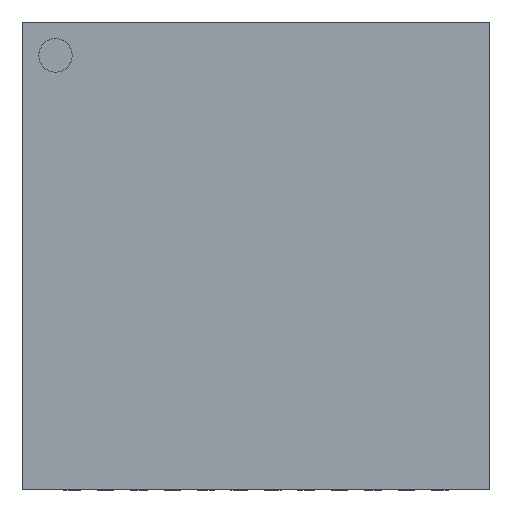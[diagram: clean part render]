
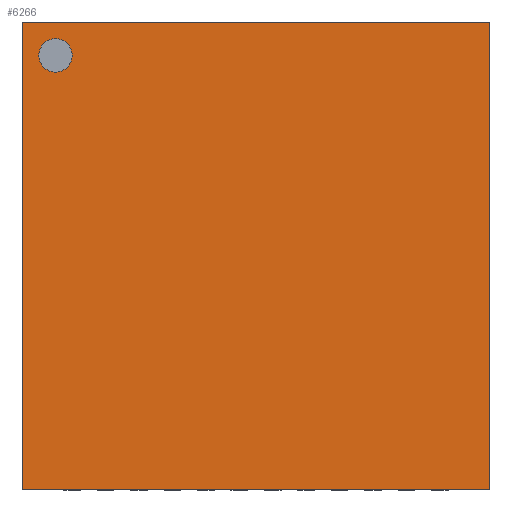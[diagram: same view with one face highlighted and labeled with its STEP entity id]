
A CAD part, top view. The second image highlights one B-rep face of the part: STEP entity #6266.
In plain terms, the highlighted planar face has unit normal (0, 0, 1).
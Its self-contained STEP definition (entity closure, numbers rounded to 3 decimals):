
#217=PLANE('',#8947);
#465=FACE_BOUND('',#1161,.T.);
#665=FACE_OUTER_BOUND('',#1160,.T.);
#1160=EDGE_LOOP('',(#4789,#4790,#4791,#4792));
#1161=EDGE_LOOP('',(#4793));
#1457=CIRCLE('',#8652,0.25);
#1651=VERTEX_POINT('',#11720);
#2037=VERTEX_POINT('',#12831);
#2038=VERTEX_POINT('',#12833);
#2040=VERTEX_POINT('',#12851);
#2042=VERTEX_POINT('',#12870);
#2437=EDGE_CURVE('',#1651,#1651,#1457,.T.);
#2969=EDGE_CURVE('',#2038,#2037,#7112,.T.);
#2984=EDGE_CURVE('',#2040,#2038,#7127,.T.);
#3000=EDGE_CURVE('',#2042,#2040,#7143,.T.);
#3015=EDGE_CURVE('',#2037,#2042,#7158,.T.);
#4789=ORIENTED_EDGE('',*,*,#2969,.T.);
#4790=ORIENTED_EDGE('',*,*,#3015,.T.);
#4791=ORIENTED_EDGE('',*,*,#3000,.T.);
#4792=ORIENTED_EDGE('',*,*,#2984,.T.);
#4793=ORIENTED_EDGE('',*,*,#2437,.T.);
#6266=ADVANCED_FACE('',(#665,#465),#217,.T.);
#7112=LINE('',#12834,#8100);
#7127=LINE('',#12852,#8115);
#7143=LINE('',#12871,#8131);
#7158=LINE('',#12888,#8146);
#8100=VECTOR('',#10365,7.);
#8115=VECTOR('',#10382,7.);
#8131=VECTOR('',#10400,7.);
#8146=VECTOR('',#10417,7.);
#8652=AXIS2_PLACEMENT_3D('',#11721,#9348,#9349);
#8947=AXIS2_PLACEMENT_3D('',#12900,#10430,#10431);
#9348=DIRECTION('center_axis',(0.,0.,-1.));
#9349=DIRECTION('ref_axis',(-1.,0.,0.));
#10365=DIRECTION('',(-1.,0.,0.));
#10382=DIRECTION('',(0.,1.,0.));
#10400=DIRECTION('',(1.,0.,0.));
#10417=DIRECTION('',(0.,-1.,0.));
#10430=DIRECTION('center_axis',(0.,0.,1.));
#10431=DIRECTION('ref_axis',(1.,0.,0.));
#11720=CARTESIAN_POINT('',(-2.75,3.,0.9));
#11721=CARTESIAN_POINT('Origin',(-3.,3.,0.9));
#12831=CARTESIAN_POINT('',(-3.5,3.5,0.9));
#12833=CARTESIAN_POINT('',(3.5,3.5,0.9));
#12834=CARTESIAN_POINT('',(-3.5,3.5,0.9));
#12851=CARTESIAN_POINT('',(3.5,-3.5,0.9));
#12852=CARTESIAN_POINT('',(3.5,3.5,0.9));
#12870=CARTESIAN_POINT('',(-3.5,-3.5,0.9));
#12871=CARTESIAN_POINT('',(3.5,-3.5,0.9));
#12888=CARTESIAN_POINT('',(-3.5,-3.5,0.9));
#12900=CARTESIAN_POINT('Origin',(0.,0.,0.9));
